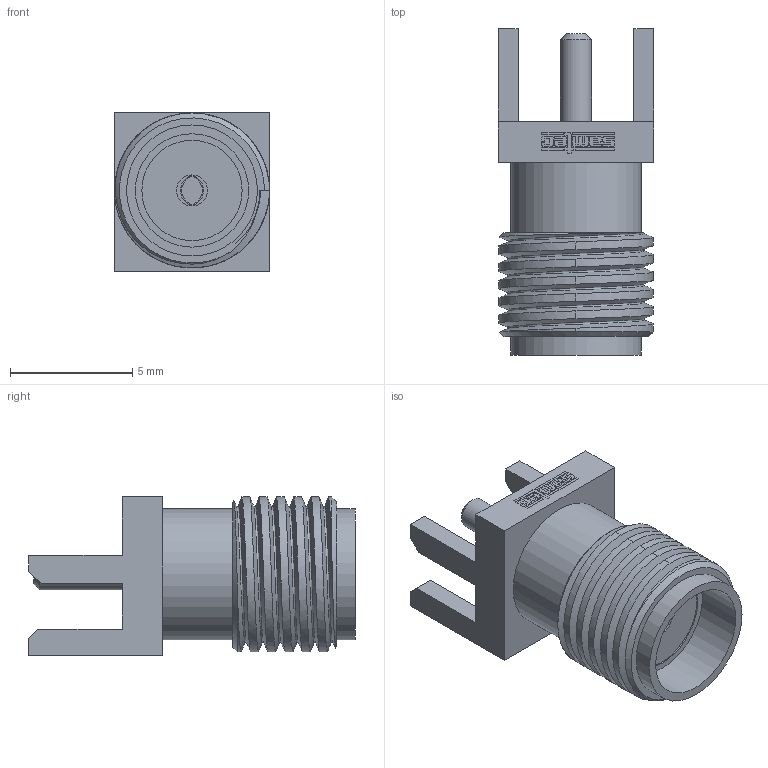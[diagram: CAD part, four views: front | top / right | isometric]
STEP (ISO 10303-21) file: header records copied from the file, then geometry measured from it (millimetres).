
FILE_DESCRIPTION(/* description */ (''),/* implementation_level */ '2;1');
FILE_NAME(/* name */ 'Samtec SMA-J-P-H-ST-EM1.stp',/* time_stamp */ '2021-04-13T19:34:22-04:00',/* author */ ('Ricardo'),/* organization */ (''),/* preprocessor_version */ 'ST-DEVELOPER v18',/* originating_system */ 'Autodesk Inventor 2020',/* authorisation */ '');
FILE_SCHEMA (('AUTOMOTIVE_DESIGN { 1 0 10303 214 3 1 1 }'));
Length unit declared in the file: millimetre
Products named in the file (4): Samtec SMA-J-P-H-ST-EM1; SMA-J-P-H-ST-EM1; insulator; logo
Assembly tree (3 placements, depth 2):
  Samtec SMA-J-P-H-ST-EM1
    SMA-J-P-H-ST-EM1
    insulator
    logo
Bounding box: 6.35 x 13.33 x 6.48 mm (x, y, z)
Volume: 252.4 mm3; surface area: 695.7 mm2
Topology: 13 solids, 13 shells, 221 faces, 578 edges, 390 vertices
Faces by surface type: plane 152, bspline 47, cylinder 19, cone 3
Full cylindrical faces by diameter (mm): 1.27 x2, 4.1 x2, 4.25 x1, 4.63 x1, 5.35 x2, 6.33 x5
Entity records: 8585 total; most frequent: CARTESIAN_POINT 3192, ORIENTED_EDGE 1156, DIRECTION 926, EDGE_CURVE 578, LINE 420, VECTOR 420, VERTEX_POINT 390, AXIS2_PLACEMENT_3D 253
